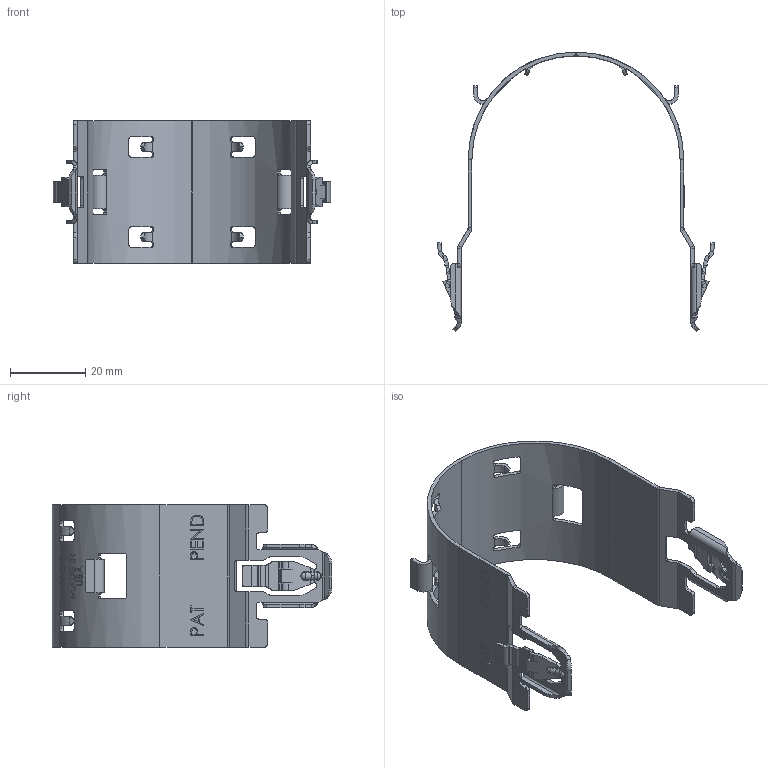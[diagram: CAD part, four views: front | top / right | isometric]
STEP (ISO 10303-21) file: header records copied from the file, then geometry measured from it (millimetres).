
FILE_DESCRIPTION (( 'STEP AP203' ), '1' );
FILE_NAME ('CC-2EMT.STEP', '2022-06-13T18:12:12', ( '' ), ( '' ), 'SwSTEP 2.0', 'SolidWorks 2021', '' );
FILE_SCHEMA (( 'CONFIG_CONTROL_DESIGN' ));
Length unit declared in the file: millimetre
Products named in the file (1): CC-2EMT
Bounding box: 73.88 x 74.54 x 38 mm (x, y, z)
Volume: 5818.4 mm3; surface area: 12689.3 mm2
Topology: 1 solids, 1 shells, 1221 faces, 3215 edges, 2050 vertices
Faces by surface type: plane 631, cylinder 413, bspline 143, torus 26, sphere 8
Entity records: 46100 total; most frequent: CARTESIAN_POINT 16756, ORIENTED_EDGE 6430, DIRECTION 5608, EDGE_CURVE 3215, VERTEX_POINT 2050, AXIS2_PLACEMENT_3D 1887, VECTOR 1834, LINE 1834
